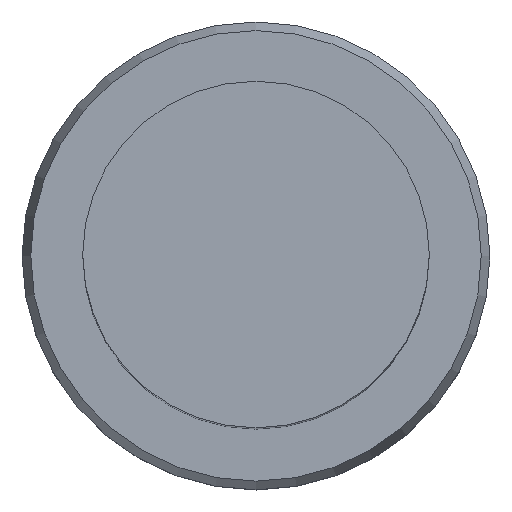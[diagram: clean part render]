
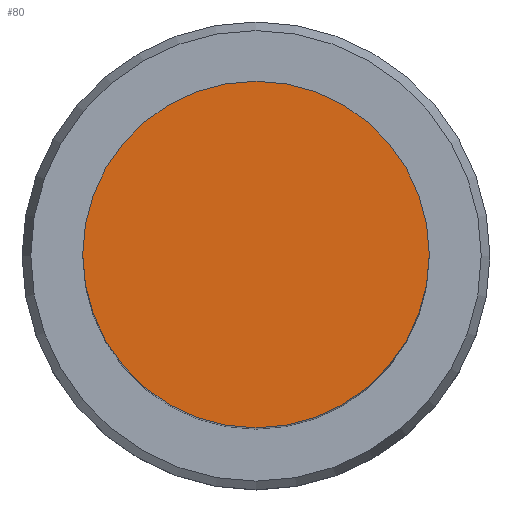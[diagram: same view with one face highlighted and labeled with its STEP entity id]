
A CAD part, top view. The second image highlights one B-rep face of the part: STEP entity #80.
In plain terms, the highlighted planar face has unit normal (0, 0, 1).
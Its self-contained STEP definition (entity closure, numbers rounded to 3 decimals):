
#80=ADVANCED_FACE('Unnamed[1]',(#182),#183,.T.);
#89=EDGE_CURVE('Unnamed[1]',#196,#196,#197,.T.);
#182=FACE_OUTER_BOUND('',#308,.T.);
#183=PLANE('',#309);
#196=VERTEX_POINT('',#326);
#197=CIRCLE('',#327,10.0);
#308=EDGE_LOOP('',(#439));
#309=AXIS2_PLACEMENT_3D('',#440,#441,#442);
#326=CARTESIAN_POINT('',(0.,10.,127.2));
#327=AXIS2_PLACEMENT_3D('',#455,#456,#457);
#439=ORIENTED_EDGE('',*,*,#89,.F.);
#440=CARTESIAN_POINT('',(0.,5.,127.2));
#441=DIRECTION('',(0.,0.,1.0));
#442=DIRECTION('',(0.,-1.0,0.));
#455=CARTESIAN_POINT('',(0.,0.,127.2));
#456=DIRECTION('',(0.,0.,-1.0));
#457=DIRECTION('',(0.,1.0,0.));
